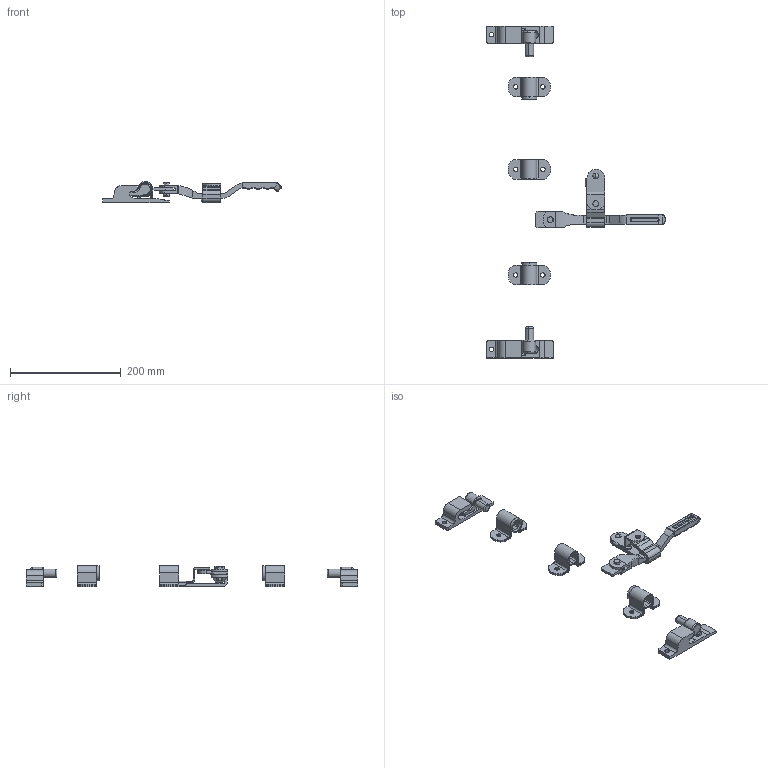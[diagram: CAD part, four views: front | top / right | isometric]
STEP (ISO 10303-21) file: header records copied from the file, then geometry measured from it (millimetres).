
FILE_DESCRIPTION (( 'STEP AP203' ), '1' );
FILE_NAME ('FA-810-3.STEP', '2014-05-07T04:56:37', ( '' ), ( '' ), 'SwSTEP 2.0', 'SolidWorks 2012', '' );
FILE_SCHEMA (( 'CONFIG_CONTROL_DESIGN' ));
Length unit declared in the file: millimetre
Products named in the file (18): FA-810-3; FA-810-3僼僢僋__R; FA-810-3リング_; FA-810-3僷僀僾僈僀僪assyassy_; FA-810-3僷僀僾僈僀僪_; FA-810-3僷僀僾僈僀僪儀乕僗_; FA-810-3僼僢僋__L; FA-810-2僉乕僷乕__L; FA-810-2僉乕僷乕__R; FA-810-3僴儞僪儖庴偗assy_; FA-810-3リベット_; FA-810-3掛金_; FA-810-3ベース_; FA-810-3僴儞僪儖assy_; 六角ナット　M6（2種）_JIS B 1181 Hexagon nut - Class 3 Finished M6 --N; 榋妏无倌M6_M6亊20; FA-810-3僷僀僾僗僥乕_; FA-810-3ハンドル_
Assembly tree (20 placements, depth 3):
  FA-810-3
    FA-810-3僴儞僪儖assy_
      FA-810-3ハンドル_
      FA-810-3僷僀僾僗僥乕_
      榋妏无倌M6_M6亊20
      六角ナット　M6（2種）_JIS B 1181 Hexagon nut - Class 3 Finished M6 --N
    FA-810-3僴儞僪儖庴偗assy_
      FA-810-3ベース_
      FA-810-3掛金_
      FA-810-3リベット_
    FA-810-2僉乕僷乕__R
    FA-810-2僉乕僷乕__L
    FA-810-3僼僢僋__L
    FA-810-3僷僀僾僈僀僪assyassy_  x3
      FA-810-3僷僀僾僈僀僪儀乕僗_
      FA-810-3僷僀僾僈僀僪_
    FA-810-3リング_  x2
    FA-810-3僼僢僋__R
Bounding box: 322.72 x 600 x 38 mm (x, y, z)
Volume: 254837.6 mm3; surface area: 127964.7 mm2
Topology: 19 solids, 19 shells, 535 faces, 1373 edges, 881 vertices
Faces by surface type: cylinder 253, plane 184, torus 50, cone 30, bspline 16, sphere 2
Entity records: 16183 total; most frequent: CARTESIAN_POINT 3686, DIRECTION 2341, ORIENTED_EDGE 2146, EDGE_CURVE 1073, AXIS2_PLACEMENT_3D 923, VERTEX_POINT 681, VECTOR 495, LINE 495
